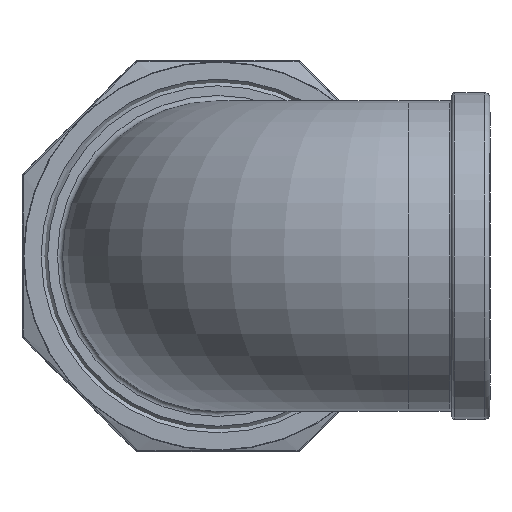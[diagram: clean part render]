
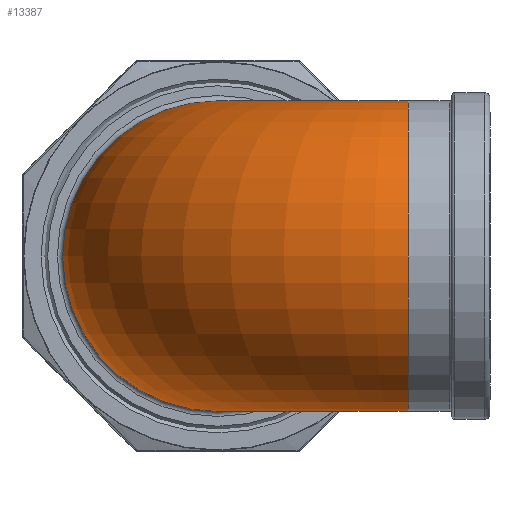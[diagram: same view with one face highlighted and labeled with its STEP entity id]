
A CAD part, left-side view. The second image highlights one B-rep face of the part: STEP entity #13387.
In plain terms, the highlighted toroidal (fillet/blend) face has major radius 35 mm and minor radius 28.5 mm.
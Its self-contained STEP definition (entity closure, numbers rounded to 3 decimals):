
#535 = VERTEX_POINT ( 'NONE', #14847 ) ;
#626 = CARTESIAN_POINT ( 'NONE',  ( -25.5, -35., 0. ) ) ;
#1384 = EDGE_LOOP ( 'NONE', ( #14797 ) ) ;
#1554 = CARTESIAN_POINT ( 'NONE',  ( -60.5, -35., 0. ) ) ;
#2691 = CARTESIAN_POINT ( 'NONE',  ( -25.5, -28.5, 0. ) ) ;
#3125 = AXIS2_PLACEMENT_3D ( 'NONE', #1554, #15190, #12792 ) ;
#3449 = EDGE_CURVE ( 'NONE', #535, #535, #14623, .T. ) ;
#4667 = FACE_OUTER_BOUND ( 'NONE', #12101, .T. ) ;
#4845 = DIRECTION ( 'NONE',  ( 1., 0., 0. ) ) ;
#5596 = ORIENTED_EDGE ( 'NONE', *, *, #3449, .F. ) ;
#7410 = CARTESIAN_POINT ( 'NONE',  ( -25.5, 0., 0. ) ) ;
#9985 = VERTEX_POINT ( 'NONE', #2691 ) ;
#10198 = DIRECTION ( 'NONE',  ( -1., 0., 0. ) ) ;
#10404 = AXIS2_PLACEMENT_3D ( 'NONE', #7410, #10198, #14578 ) ;
#10911 = AXIS2_PLACEMENT_3D ( 'NONE', #626, #17430, #4845 ) ;
#12101 = EDGE_LOOP ( 'NONE', ( #5596 ) ) ;
#12792 = DIRECTION ( 'NONE',  ( 1., 0., 0. ) ) ;
#13023 = CIRCLE ( 'NONE', #10404, 28.5 ) ;
#13387 = ADVANCED_FACE ( 'NONE', ( #4667, #17343 ), #15000, .T. ) ;
#14578 = DIRECTION ( 'NONE',  ( 0., -1., 0. ) ) ;
#14623 = CIRCLE ( 'NONE', #3125, 28.5 ) ;
#14797 = ORIENTED_EDGE ( 'NONE', *, *, #17412, .T. ) ;
#14847 = CARTESIAN_POINT ( 'NONE',  ( -32., -35., 0. ) ) ;
#15000 = TOROIDAL_SURFACE ( 'NONE', #10911, 35., 28.5 ) ;
#15190 = DIRECTION ( 'NONE',  ( 0., -1., 0. ) ) ;
#17343 = FACE_OUTER_BOUND ( 'NONE', #1384, .T. ) ;
#17412 = EDGE_CURVE ( 'NONE', #9985, #9985, #13023, .T. ) ;
#17430 = DIRECTION ( 'NONE',  ( 0., 0., 1. ) ) ;
